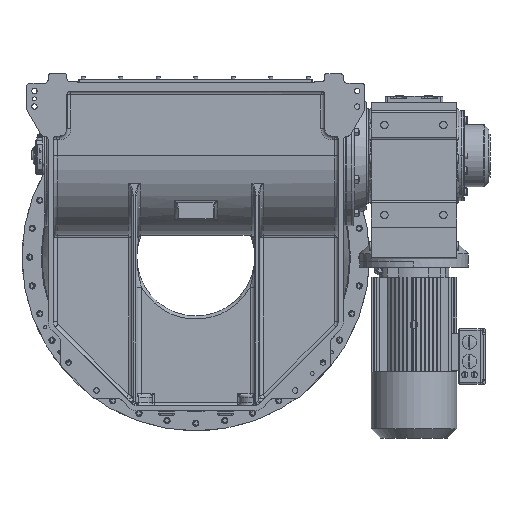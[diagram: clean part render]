
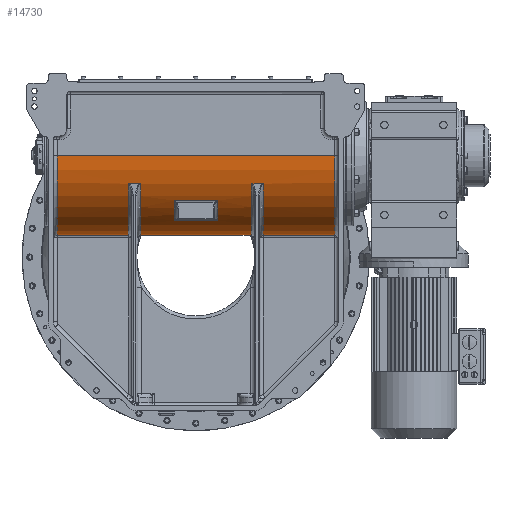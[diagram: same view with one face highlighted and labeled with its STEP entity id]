
A CAD part, front view. The second image highlights one B-rep face of the part: STEP entity #14730.
In plain terms, the highlighted cylindrical face has radius 256 mm (diameter 512 mm), a partial arc.
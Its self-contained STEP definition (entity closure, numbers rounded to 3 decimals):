
#1487=DIRECTION('',(1.,0.,0.));
#1488=VECTOR('',#1487,229.);
#1489=CARTESIAN_POINT('',(218.,270.,70.));
#1490=LINE('',#1489,#1488);
#1503=DIRECTION('',(1.,0.,0.));
#1504=VECTOR('',#1503,229.);
#1505=CARTESIAN_POINT('',(-447.,270.,70.));
#1506=LINE('',#1505,#1504);
#1511=DIRECTION('',(1.,0.,0.));
#1512=VECTOR('',#1511,356.);
#1513=CARTESIAN_POINT('',(-178.,270.,70.));
#1514=LINE('',#1513,#1512);
#4009=CARTESIAN_POINT('',(-178.,270.,326.));
#4010=DIRECTION('',(-1.,0.,0.));
#4011=DIRECTION('',(0.,0.,-1.));
#4012=AXIS2_PLACEMENT_3D('',#4009,#4010,#4011);
#4014=CARTESIAN_POINT('',(-218.,270.,326.));
#4015=DIRECTION('',(1.,0.,0.));
#4016=DIRECTION('',(0.,-0.937,-0.351));
#4017=AXIS2_PLACEMENT_3D('',#4014,#4015,#4016);
#4019=CARTESIAN_POINT('',(-447.,270.,326.));
#4020=DIRECTION('',(-1.,0.,0.));
#4021=DIRECTION('',(0.,0.,-1.));
#4022=AXIS2_PLACEMENT_3D('',#4019,#4020,#4021);
#4024=DIRECTION('',(1.,0.,0.));
#4025=VECTOR('',#4024,894.);
#4026=CARTESIAN_POINT('',(-447.,14.,326.));
#4027=LINE('',#4026,#4025);
#4028=CARTESIAN_POINT('',(447.,270.,326.));
#4029=DIRECTION('',(-1.,0.,0.));
#4030=DIRECTION('',(0.,0.,-1.));
#4031=AXIS2_PLACEMENT_3D('',#4028,#4029,#4030);
#4033=CARTESIAN_POINT('',(218.,270.,326.));
#4034=DIRECTION('',(-1.,0.,0.));
#4035=DIRECTION('',(0.,0.,-1.));
#4036=AXIS2_PLACEMENT_3D('',#4033,#4034,#4035);
#4038=CARTESIAN_POINT('',(178.,270.,326.));
#4039=DIRECTION('',(1.,0.,0.));
#4040=DIRECTION('',(0.,-0.937,-0.351));
#4041=AXIS2_PLACEMENT_3D('',#4038,#4039,#4040);
#4043=CARTESIAN_POINT('',(70.,270.,326.));
#4044=DIRECTION('',(1.,0.,0.));
#4045=DIRECTION('',(0.,-0.827,-0.562));
#4046=AXIS2_PLACEMENT_3D('',#4043,#4044,#4045);
#4048=CARTESIAN_POINT('',(-70.,270.,326.));
#4049=DIRECTION('',(-1.,0.,0.));
#4050=DIRECTION('',(0.,-0.584,-0.812));
#4051=AXIS2_PLACEMENT_3D('',#4048,#4049,#4050);
#4258=CARTESIAN_POINT('',(180.839,30.,236.916));
#4260=DIRECTION('',(1.,0.,0.));
#4261=VECTOR('',#4260,34.322);
#4262=CARTESIAN_POINT('',(180.839,30.,236.916));
#4263=LINE('',#4262,#4261);
#4264=CARTESIAN_POINT('',(215.161,30.,236.916));
#4551=CARTESIAN_POINT('',(-215.161,30.,236.916));
#4553=DIRECTION('',(1.,0.,0.));
#4554=VECTOR('',#4553,34.322);
#4555=CARTESIAN_POINT('',(-215.161,30.,236.916));
#4556=LINE('',#4555,#4554);
#4557=CARTESIAN_POINT('',(-180.839,30.,236.916));
#4889=CARTESIAN_POINT('',(-218.,30.254,236.235));
#4896=CARTESIAN_POINT('',(-178.,30.254,236.235));
#4933=CARTESIAN_POINT('',(218.,30.254,236.235));
#4995=CARTESIAN_POINT('',(178.,30.254,236.235));
#5401=CARTESIAN_POINT('',(215.161,30.,236.916));
#5402=CARTESIAN_POINT('',(215.387,30.,236.916));
#5403=CARTESIAN_POINT('',(215.825,30.008,236.895));
#5404=CARTESIAN_POINT('',(216.445,30.042,236.803));
#5405=CARTESIAN_POINT('',(217.017,30.096,236.658));
#5406=CARTESIAN_POINT('',(217.537,30.167,236.468));
#5407=CARTESIAN_POINT('',(217.851,30.224,236.316));
#5408=CARTESIAN_POINT('',(218.,30.254,236.235));
#5415=CARTESIAN_POINT('',(178.,30.254,236.235));
#5416=CARTESIAN_POINT('',(178.151,30.223,236.317));
#5417=CARTESIAN_POINT('',(178.467,30.166,236.47));
#5418=CARTESIAN_POINT('',(178.988,30.095,236.659));
#5419=CARTESIAN_POINT('',(179.554,30.042,236.803));
#5420=CARTESIAN_POINT('',(180.171,30.008,236.894));
#5421=CARTESIAN_POINT('',(180.611,30.,236.916));
#5422=CARTESIAN_POINT('',(180.839,30.,236.916));
#5461=CARTESIAN_POINT('',(-180.839,30.,236.916));
#5462=CARTESIAN_POINT('',(-180.61,30.,236.916));
#5463=CARTESIAN_POINT('',(-180.169,30.008,236.894));
#5464=CARTESIAN_POINT('',(-179.556,30.042,236.803));
#5465=CARTESIAN_POINT('',(-178.991,30.095,236.66));
#5466=CARTESIAN_POINT('',(-178.471,30.165,236.472));
#5467=CARTESIAN_POINT('',(-178.153,30.223,236.318));
#5468=CARTESIAN_POINT('',(-178.,30.254,236.235));
#5475=CARTESIAN_POINT('',(-218.,30.254,236.235));
#5476=CARTESIAN_POINT('',(-217.849,30.223,236.317));
#5477=CARTESIAN_POINT('',(-217.533,30.166,236.47));
#5478=CARTESIAN_POINT('',(-217.012,30.095,236.659));
#5479=CARTESIAN_POINT('',(-216.446,30.042,236.803));
#5480=CARTESIAN_POINT('',(-215.829,30.008,236.894));
#5481=CARTESIAN_POINT('',(-215.389,30.,236.916));
#5482=CARTESIAN_POINT('',(-215.161,30.,236.916));
#7081=CARTESIAN_POINT('',(-70.,58.271,182.102));
#7083=DIRECTION('',(1.,0.,0.));
#7084=VECTOR('',#7083,140.);
#7085=CARTESIAN_POINT('',(-70.,58.271,182.102));
#7086=LINE('',#7085,#7084);
#7095=CARTESIAN_POINT('',(70.,120.594,118.12));
#7097=DIRECTION('',(-1.,0.,0.));
#7098=VECTOR('',#7097,140.);
#7099=CARTESIAN_POINT('',(70.,120.594,118.12));
#7100=LINE('',#7099,#7098);
#7152=CARTESIAN_POINT('',(70.,58.271,182.102));
#7174=CARTESIAN_POINT('',(-70.,120.594,118.12));
#9486=CARTESIAN_POINT('',(447.,14.,326.));
#9488=VERTEX_POINT('',#9486);
#9492=CARTESIAN_POINT('',(447.,270.,70.));
#9493=VERTEX_POINT('',#9492);
#9498=CARTESIAN_POINT('',(-218.,270.,70.));
#9500=VERTEX_POINT('',#9498);
#9507=CARTESIAN_POINT('',(-178.,270.,70.));
#9509=VERTEX_POINT('',#9507);
#9515=CARTESIAN_POINT('',(218.,270.,70.));
#9517=VERTEX_POINT('',#9515);
#9522=CARTESIAN_POINT('',(178.,270.,70.));
#9524=VERTEX_POINT('',#9522);
#9530=CARTESIAN_POINT('',(-447.,14.,326.));
#9531=VERTEX_POINT('',#9530);
#9534=CARTESIAN_POINT('',(-447.,270.,70.));
#9535=VERTEX_POINT('',#9534);
#9599=VERTEX_POINT('',#4551);
#9601=VERTEX_POINT('',#4889);
#9602=VERTEX_POINT('',#4896);
#9604=VERTEX_POINT('',#4557);
#9607=VERTEX_POINT('',#4258);
#9609=VERTEX_POINT('',#4995);
#9610=VERTEX_POINT('',#4933);
#9612=VERTEX_POINT('',#4264);
#10049=VERTEX_POINT('',#7152);
#10051=VERTEX_POINT('',#7081);
#10056=VERTEX_POINT('',#7095);
#10078=VERTEX_POINT('',#7174);
#14685=CARTESIAN_POINT('',(459.,270.,326.));
#14686=DIRECTION('',(1.,0.,0.));
#14687=DIRECTION('',(0.,0.,-1.));
#14688=AXIS2_PLACEMENT_3D('',#14685,#14686,#14687);
#14689=CYLINDRICAL_SURFACE('',#14688,256.);
#14691=ORIENTED_EDGE('',*,*,#14690,.T.);
#14693=ORIENTED_EDGE('',*,*,#14692,.F.);
#14695=ORIENTED_EDGE('',*,*,#14694,.F.);
#14697=ORIENTED_EDGE('',*,*,#14696,.F.);
#14699=ORIENTED_EDGE('',*,*,#14698,.T.);
#14700=ORIENTED_EDGE('',*,*,#11754,.F.);
#14702=ORIENTED_EDGE('',*,*,#14701,.T.);
#14703=ORIENTED_EDGE('',*,*,#11909,.T.);
#14705=ORIENTED_EDGE('',*,*,#14704,.F.);
#14706=ORIENTED_EDGE('',*,*,#11731,.F.);
#14708=ORIENTED_EDGE('',*,*,#14707,.T.);
#14710=ORIENTED_EDGE('',*,*,#14709,.F.);
#14712=ORIENTED_EDGE('',*,*,#14711,.F.);
#14714=ORIENTED_EDGE('',*,*,#14713,.F.);
#14716=ORIENTED_EDGE('',*,*,#14715,.T.);
#14717=ORIENTED_EDGE('',*,*,#11773,.F.);
#14718=EDGE_LOOP('',(#14691,#14693,#14695,#14697,#14699,#14700,#14702,#14703,
#14705,#14706,#14708,#14710,#14712,#14714,#14716,#14717));
#14719=FACE_OUTER_BOUND('',#14718,.F.);
#14721=ORIENTED_EDGE('',*,*,#14720,.F.);
#14723=ORIENTED_EDGE('',*,*,#14722,.F.);
#14725=ORIENTED_EDGE('',*,*,#14724,.F.);
#14727=ORIENTED_EDGE('',*,*,#14726,.F.);
#14728=EDGE_LOOP('',(#14721,#14723,#14725,#14727));
#14729=FACE_BOUND('',#14728,.F.);
#4013=CIRCLE('',#4012,256.);
#4018=CIRCLE('',#4017,256.);
#4023=CIRCLE('',#4022,256.);
#4032=CIRCLE('',#4031,256.);
#4037=CIRCLE('',#4036,256.);
#4042=CIRCLE('',#4041,256.);
#4047=CIRCLE('',#4046,256.);
#4052=CIRCLE('',#4051,256.);
#5409=B_SPLINE_CURVE_WITH_KNOTS('',3,(#5401,#5402,#5403,#5404,#5405,#5406,#5407,
#5408),.UNSPECIFIED.,.F.,.F.,(4,1,1,1,1,4),(0.,0.2,0.4,0.6,0.8,1.),
.UNSPECIFIED.);
#5423=B_SPLINE_CURVE_WITH_KNOTS('',3,(#5415,#5416,#5417,#5418,#5419,#5420,#5421,
#5422),.UNSPECIFIED.,.F.,.F.,(4,1,1,1,1,4),(0.,0.2,0.4,0.6,0.8,1.),
.UNSPECIFIED.);
#5469=B_SPLINE_CURVE_WITH_KNOTS('',3,(#5461,#5462,#5463,#5464,#5465,#5466,#5467,
#5468),.UNSPECIFIED.,.F.,.F.,(4,1,1,1,1,4),(0.,0.2,0.4,0.6,0.8,1.),
.UNSPECIFIED.);
#5483=B_SPLINE_CURVE_WITH_KNOTS('',3,(#5475,#5476,#5477,#5478,#5479,#5480,#5481,
#5482),.UNSPECIFIED.,.F.,.F.,(4,1,1,1,1,4),(0.,0.2,0.4,0.6,0.8,1.),
.UNSPECIFIED.);
#11731=EDGE_CURVE('',#9517,#9493,#1490,.T.);
#11754=EDGE_CURVE('',#9535,#9500,#1506,.T.);
#11773=EDGE_CURVE('',#9509,#9524,#1514,.T.);
#11909=EDGE_CURVE('',#9531,#9488,#4027,.T.);
#14690=EDGE_CURVE('',#9509,#9602,#4013,.T.);
#14692=EDGE_CURVE('',#9604,#9602,#5469,.T.);
#14694=EDGE_CURVE('',#9599,#9604,#4556,.T.);
#14696=EDGE_CURVE('',#9601,#9599,#5483,.T.);
#14698=EDGE_CURVE('',#9601,#9500,#4018,.T.);
#14701=EDGE_CURVE('',#9535,#9531,#4023,.T.);
#14704=EDGE_CURVE('',#9493,#9488,#4032,.T.);
#14707=EDGE_CURVE('',#9517,#9610,#4037,.T.);
#14709=EDGE_CURVE('',#9612,#9610,#5409,.T.);
#14711=EDGE_CURVE('',#9607,#9612,#4263,.T.);
#14713=EDGE_CURVE('',#9609,#9607,#5423,.T.);
#14715=EDGE_CURVE('',#9609,#9524,#4042,.T.);
#14720=EDGE_CURVE('',#10056,#10078,#7100,.T.);
#14722=EDGE_CURVE('',#10049,#10056,#4047,.T.);
#14724=EDGE_CURVE('',#10051,#10049,#7086,.T.);
#14726=EDGE_CURVE('',#10078,#10051,#4052,.T.);
#14730=ADVANCED_FACE('',(#14719,#14729),#14689,.T.);
